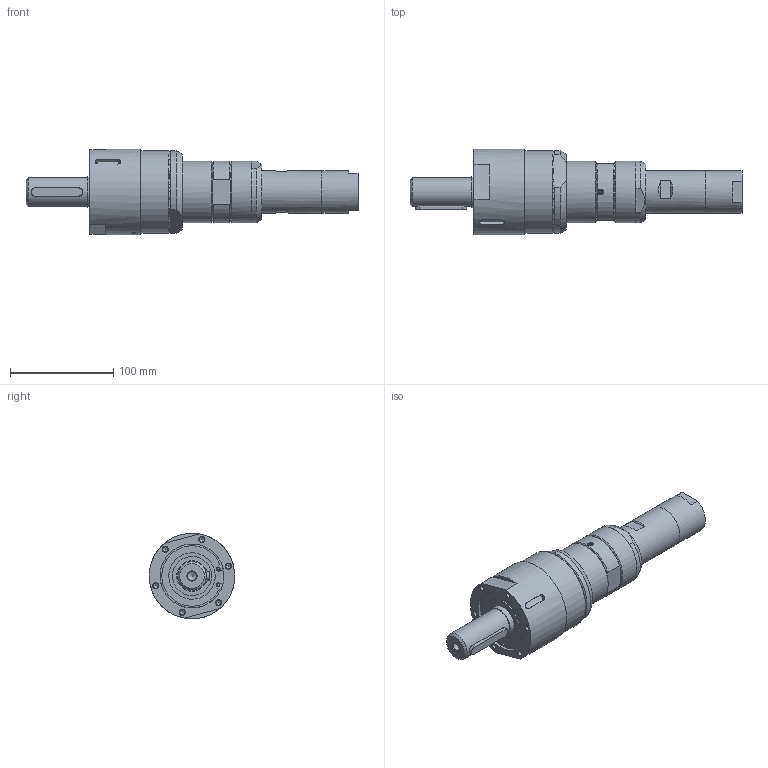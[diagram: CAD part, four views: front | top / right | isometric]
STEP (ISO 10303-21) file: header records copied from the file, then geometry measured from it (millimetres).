
FILE_DESCRIPTION((''),'2;1');
FILE_NAME('MUD 23-20_60008935.stp','2010-11-02T13:06:17',('basyouni'),(''),'Autodesk Inventor 2008','Autodesk Inventor 2008','');
FILE_SCHEMA(('AUTOMOTIVE_DESIGN { 1 0 10303 214 1 1 1 1 }'));
Length unit declared in the file: millimetre
Products named in the file (1): MUD 23-20_60008935
Bounding box: 322 x 82.92 x 82.95 mm (x, y, z)
Volume: 820732.1 mm3; surface area: 75368.7 mm2
Topology: 1 solids, 5 shells, 225 faces, 536 edges, 351 vertices
Faces by surface type: plane 121, cylinder 43, bspline 33, cone 22, sphere 4, torus 2
Full cylindrical faces by diameter (mm): 1.55 x4, 3.6 x2, 4 x2, 5 x2, 5.5 x2, 28 x1, 30 x1, 38 x1, 41.5 x2, 42 x1, 45 x1, 60 x2, 62 x1, 74.264 x1, 80 x1, 83 x1
Entity records: 6832 total; most frequent: CARTESIAN_POINT 1884, DIRECTION 924, ORIENTED_EDGE 864, EDGE_CURVE 432, AXIS2_PLACEMENT_3D 339, EDGE_LOOP 324, VERTEX_POINT 312, VECTOR 246
